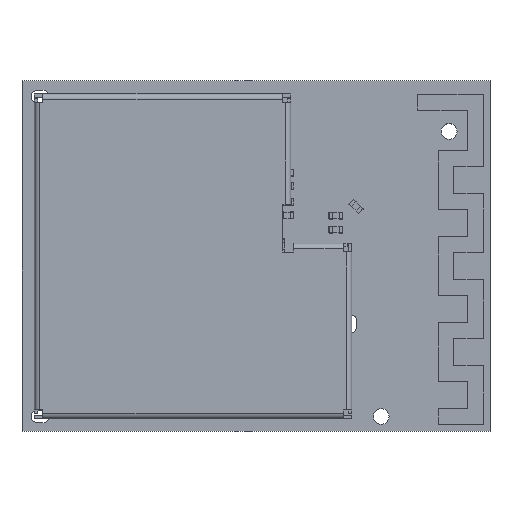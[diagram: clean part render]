
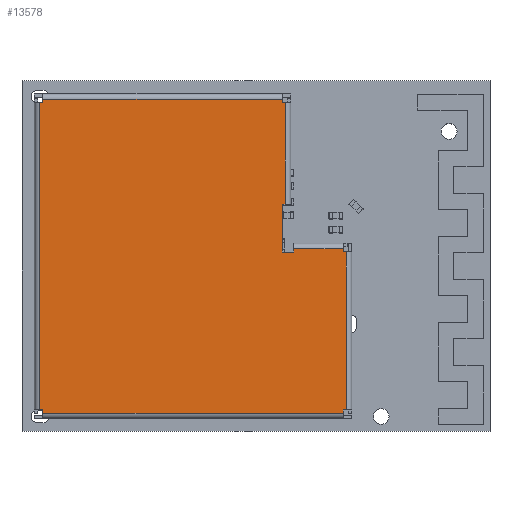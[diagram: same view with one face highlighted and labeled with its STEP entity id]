
A CAD part, top view. The second image highlights one B-rep face of the part: STEP entity #13578.
In plain terms, the highlighted planar face has unit normal (0, 0, 1).
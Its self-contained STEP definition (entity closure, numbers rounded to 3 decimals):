
#10948 = VERTEX_POINT('',#10949);
#10949 = CARTESIAN_POINT('',(11.275,9.64,0.));
#10981 = VERTEX_POINT('',#10982);
#10982 = CARTESIAN_POINT('',(11.275,14.149,0.));
#11012 = EDGE_CURVE('',#10948,#11013,#11015,.T.);
#11013 = VERTEX_POINT('',#11014);
#11014 = CARTESIAN_POINT('',(11.145,9.64,0.));
#11015 = LINE('',#11016,#11017);
#11016 = CARTESIAN_POINT('',(11.625,9.64,0.));
#11017 = VECTOR('',#11018,1.);
#11018 = DIRECTION('',(-1.,0.,0.));
#11045 = VERTEX_POINT('',#11046);
#11046 = CARTESIAN_POINT('',(11.129,14.295,0.));
#11052 = EDGE_CURVE('',#11045,#11053,#11055,.T.);
#11053 = VERTEX_POINT('',#11054);
#11054 = CARTESIAN_POINT('',(11.129,14.149,0.));
#11055 = LINE('',#11056,#11057);
#11056 = CARTESIAN_POINT('',(11.129,0.,0.));
#11057 = VECTOR('',#11058,1.);
#11058 = DIRECTION('',(0.,-1.,0.));
#11158 = VERTEX_POINT('',#11159);
#11159 = CARTESIAN_POINT('',(0.551,14.295,0.));
#11240 = VERTEX_POINT('',#11241);
#11241 = CARTESIAN_POINT('',(0.405,14.149,0.));
#11273 = VERTEX_POINT('',#11274);
#11274 = CARTESIAN_POINT('',(0.405,0.551,0.));
#11304 = EDGE_CURVE('',#11240,#11305,#11307,.T.);
#11305 = VERTEX_POINT('',#11306);
#11306 = CARTESIAN_POINT('',(0.551,14.149,0.));
#11307 = LINE('',#11308,#11309);
#11308 = CARTESIAN_POINT('',(0.,14.149,0.
    ));
#11309 = VECTOR('',#11310,1.);
#11310 = DIRECTION('',(1.,0.,0.));
#11386 = VERTEX_POINT('',#11387);
#11387 = CARTESIAN_POINT('',(0.551,0.405,0.));
#11419 = VERTEX_POINT('',#11420);
#11420 = CARTESIAN_POINT('',(13.829,0.405,0.));
#11450 = EDGE_CURVE('',#11386,#11451,#11453,.T.);
#11451 = VERTEX_POINT('',#11452);
#11452 = CARTESIAN_POINT('',(0.551,0.551,0.));
#11453 = LINE('',#11454,#11455);
#11454 = CARTESIAN_POINT('',(0.551,0.,0.));
#11455 = VECTOR('',#11456,1.);
#11456 = DIRECTION('',(0.,1.,0.));
#11532 = VERTEX_POINT('',#11533);
#11533 = CARTESIAN_POINT('',(13.975,0.551,0.));
#11565 = VERTEX_POINT('',#11566);
#11566 = CARTESIAN_POINT('',(13.975,7.539,0.));
#11596 = EDGE_CURVE('',#11532,#11597,#11599,.T.);
#11597 = VERTEX_POINT('',#11598);
#11598 = CARTESIAN_POINT('',(13.829,0.551,0.));
#11599 = LINE('',#11600,#11601);
#11600 = CARTESIAN_POINT('',(0.,0.551,0.
    ));
#11601 = VECTOR('',#11602,1.);
#11602 = DIRECTION('',(-1.,0.,0.));
#11630 = VERTEX_POINT('',#11631);
#11631 = CARTESIAN_POINT('',(11.645,7.685,0.));
#11680 = VERTEX_POINT('',#11681);
#11681 = CARTESIAN_POINT('',(13.829,7.685,0.));
#11742 = EDGE_CURVE('',#11680,#11743,#11745,.T.);
#11743 = VERTEX_POINT('',#11744);
#11744 = CARTESIAN_POINT('',(13.829,7.539,0.));
#11745 = LINE('',#11746,#11747);
#11746 = CARTESIAN_POINT('',(13.829,0.,
    0.));
#11747 = VECTOR('',#11748,1.);
#11748 = DIRECTION('',(0.,-1.,0.));
#11775 = VERTEX_POINT('',#11776);
#11776 = CARTESIAN_POINT('',(11.145,7.535,0.));
#11782 = EDGE_CURVE('',#11775,#11783,#11785,.T.);
#11783 = VERTEX_POINT('',#11784);
#11784 = CARTESIAN_POINT('',(11.645,7.535,0.));
#11785 = LINE('',#11786,#11787);
#11786 = CARTESIAN_POINT('',(11.645,7.535,0.));
#11787 = VECTOR('',#11788,1.);
#11788 = DIRECTION('',(1.,0.,0.));
#12182 = EDGE_CURVE('',#11680,#11630,#12183,.T.);
#12183 = LINE('',#12184,#12185);
#12184 = CARTESIAN_POINT('',(13.975,7.685,0.));
#12185 = VECTOR('',#12186,1.);
#12186 = DIRECTION('',(-1.,0.,0.));
#12446 = EDGE_CURVE('',#11532,#11565,#12447,.T.);
#12447 = LINE('',#12448,#12449);
#12448 = CARTESIAN_POINT('',(13.975,0.175,0.));
#12449 = VECTOR('',#12450,1.);
#12450 = DIRECTION('',(0.,1.,0.));
#12482 = EDGE_CURVE('',#11743,#11565,#12483,.T.);
#12483 = LINE('',#12484,#12485);
#12484 = CARTESIAN_POINT('',(0.,7.539,0.)
  );
#12485 = VECTOR('',#12486,1.);
#12486 = DIRECTION('',(1.,0.,0.));
#12760 = EDGE_CURVE('',#11386,#11419,#12761,.T.);
#12761 = LINE('',#12762,#12763);
#12762 = CARTESIAN_POINT('',(0.175,0.405,0.));
#12763 = VECTOR('',#12764,1.);
#12764 = DIRECTION('',(1.,0.,0.));
#12796 = EDGE_CURVE('',#11597,#11419,#12797,.T.);
#12797 = LINE('',#12798,#12799);
#12798 = CARTESIAN_POINT('',(13.829,0.,0.)
  );
#12799 = VECTOR('',#12800,1.);
#12800 = DIRECTION('',(0.,-1.,0.));
#13035 = EDGE_CURVE('',#11240,#11273,#13036,.T.);
#13036 = LINE('',#13037,#13038);
#13037 = CARTESIAN_POINT('',(0.405,14.525,0.));
#13038 = VECTOR('',#13039,1.);
#13039 = DIRECTION('',(0.,-1.,0.));
#13071 = EDGE_CURVE('',#11451,#11273,#13072,.T.);
#13072 = LINE('',#13073,#13074);
#13073 = CARTESIAN_POINT('',(0.,0.551,0.));
#13074 = VECTOR('',#13075,1.);
#13075 = DIRECTION('',(-1.,0.,0.));
#13309 = EDGE_CURVE('',#11045,#11158,#13310,.T.);
#13310 = LINE('',#13311,#13312);
#13311 = CARTESIAN_POINT('',(11.505,14.295,0.));
#13312 = VECTOR('',#13313,1.);
#13313 = DIRECTION('',(-1.,0.,0.));
#13345 = EDGE_CURVE('',#11305,#11158,#13346,.T.);
#13346 = LINE('',#13347,#13348);
#13347 = CARTESIAN_POINT('',(0.551,0.,0.
    ));
#13348 = VECTOR('',#13349,1.);
#13349 = DIRECTION('',(0.,1.,0.));
#13465 = EDGE_CURVE('',#10948,#10981,#13466,.T.);
#13466 = LINE('',#13467,#13468);
#13467 = CARTESIAN_POINT('',(11.275,6.492,0.));
#13468 = VECTOR('',#13469,1.);
#13469 = DIRECTION('',(0.,1.,0.));
#13518 = EDGE_CURVE('',#11053,#10981,#13519,.T.);
#13519 = LINE('',#13520,#13521);
#13520 = CARTESIAN_POINT('',(0.,14.149,0.));
#13521 = VECTOR('',#13522,1.);
#13522 = DIRECTION('',(1.,0.,0.));
#13578 = ADVANCED_FACE('',(#13579),#13611,.F.);
#13579 = FACE_BOUND('',#13580,.T.);
#13580 = EDGE_LOOP('',(#13581,#13582,#13588,#13589,#13590,#13591,#13592,
    #13593,#13594,#13595,#13596,#13597,#13598,#13599,#13600,#13601,
    #13602,#13603,#13604,#13605));
#13581 = ORIENTED_EDGE('',*,*,#11782,.F.);
#13582 = ORIENTED_EDGE('',*,*,#13583,.T.);
#13583 = EDGE_CURVE('',#11775,#11013,#13584,.T.);
#13584 = LINE('',#13585,#13586);
#13585 = CARTESIAN_POINT('',(11.145,7.915,0.));
#13586 = VECTOR('',#13587,1.);
#13587 = DIRECTION('',(0.,1.,0.));
#13588 = ORIENTED_EDGE('',*,*,#11012,.F.);
#13589 = ORIENTED_EDGE('',*,*,#13465,.T.);
#13590 = ORIENTED_EDGE('',*,*,#13518,.F.);
#13591 = ORIENTED_EDGE('',*,*,#11052,.F.);
#13592 = ORIENTED_EDGE('',*,*,#13309,.T.);
#13593 = ORIENTED_EDGE('',*,*,#13345,.F.);
#13594 = ORIENTED_EDGE('',*,*,#11304,.F.);
#13595 = ORIENTED_EDGE('',*,*,#13035,.T.);
#13596 = ORIENTED_EDGE('',*,*,#13071,.F.);
#13597 = ORIENTED_EDGE('',*,*,#11450,.F.);
#13598 = ORIENTED_EDGE('',*,*,#12760,.T.);
#13599 = ORIENTED_EDGE('',*,*,#12796,.F.);
#13600 = ORIENTED_EDGE('',*,*,#11596,.F.);
#13601 = ORIENTED_EDGE('',*,*,#12446,.T.);
#13602 = ORIENTED_EDGE('',*,*,#12482,.F.);
#13603 = ORIENTED_EDGE('',*,*,#11742,.F.);
#13604 = ORIENTED_EDGE('',*,*,#12182,.T.);
#13605 = ORIENTED_EDGE('',*,*,#13606,.T.);
#13606 = EDGE_CURVE('',#11630,#11783,#13607,.T.);
#13607 = LINE('',#13608,#13609);
#13608 = CARTESIAN_POINT('',(11.645,7.915,0.));
#13609 = VECTOR('',#13610,1.);
#13610 = DIRECTION('',(0.,-1.,0.));
#13611 = PLANE('',#13612);
#13612 = AXIS2_PLACEMENT_3D('',#13613,#13614,#13615);
#13613 = CARTESIAN_POINT('',(0.,0.,0.));
#13614 = DIRECTION('',(0.,0.,-1.));
#13615 = DIRECTION('',(-1.,0.,0.));
